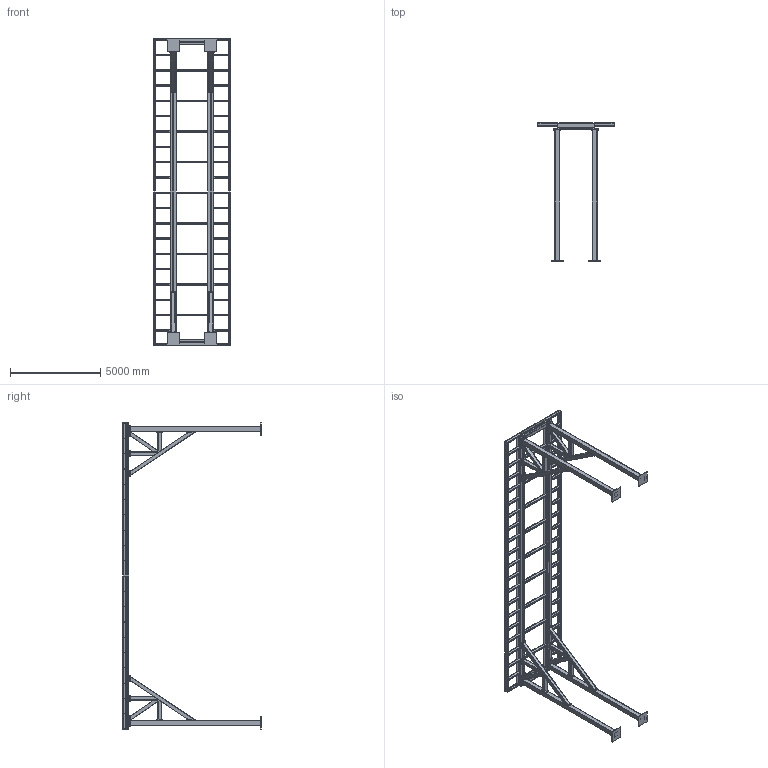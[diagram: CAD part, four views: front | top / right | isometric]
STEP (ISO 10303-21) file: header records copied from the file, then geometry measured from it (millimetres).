
FILE_DESCRIPTION(('FreeCAD Model'),'2;1');
FILE_NAME('Open CASCADE Shape Model','2025-05-04T09:15:58',('FreeCAD'),( 'FreeCAD'),'Open CASCADE STEP processor 7.6','FreeCAD','Unknown');
FILE_SCHEMA(('AUTOMOTIVE_DESIGN { 1 0 10303 214 1 1 1 1 }'));
Products named in the file (1): Open CASCADE STEP translator 7.6 1
Bounding box: 4244.39 x 7648.04 x 16950.45 mm (x, y, z)
Volume: 1748622597 mm3; surface area: 260098976 mm2
Topology: 119 solids, 119 shells, 1894 faces, 5004 edges, 3336 vertices
Faces by surface type: bspline 1894
Entity records: 52982 total; most frequent: CARTESIAN_POINT 23069, ORIENTED_EDGE 10008, EDGE_CURVE 5004, B_SPLINE_CURVE_WITH_KNOTS 4068, VERTEX_POINT 3336, FACE_BOUND 1922, EDGE_LOOP 1922, ADVANCED_FACE 1894
